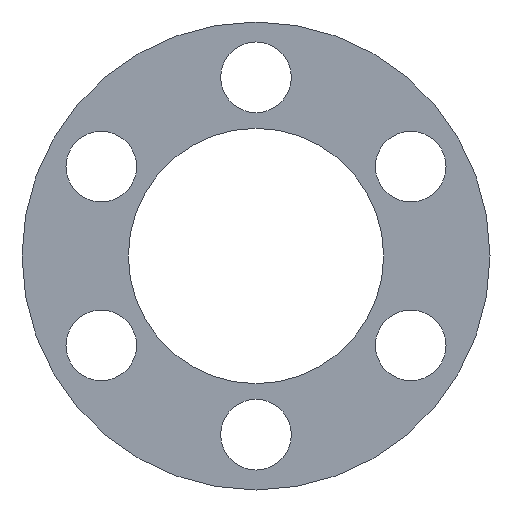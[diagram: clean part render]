
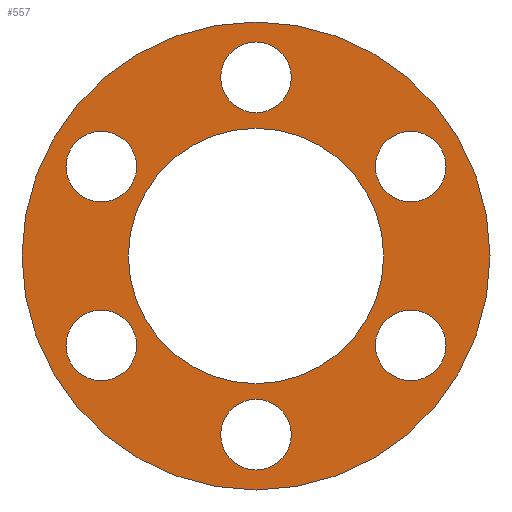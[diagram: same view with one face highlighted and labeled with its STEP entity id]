
A CAD part, front view. The second image highlights one B-rep face of the part: STEP entity #557.
In plain terms, the highlighted planar face has unit normal (0, -1, 0).
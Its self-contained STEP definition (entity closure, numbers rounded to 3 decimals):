
#1 = DIRECTION ( 'NONE',  ( 0., 1., 0. ) ) ;
#5 = CARTESIAN_POINT ( 'NONE',  ( 0., 0., 0. ) ) ;
#6 = DIRECTION ( 'NONE',  ( 0., 0., 1. ) ) ;
#11 = DIRECTION ( 'NONE',  ( 0., 0., 1. ) ) ;
#13 = VERTEX_POINT ( 'NONE', #161 ) ;
#14 = AXIS2_PLACEMENT_3D ( 'NONE', #392, #491, #549 ) ;
#18 = AXIS2_PLACEMENT_3D ( 'NONE', #300, #462, #611 ) ;
#23 = ORIENTED_EDGE ( 'NONE', *, *, #528, .F. ) ;
#28 = AXIS2_PLACEMENT_3D ( 'NONE', #353, #441, #6 ) ;
#31 = VERTEX_POINT ( 'NONE', #98 ) ;
#33 = ORIENTED_EDGE ( 'NONE', *, *, #425, .T. ) ;
#34 = CIRCLE ( 'NONE', #182, 27.5 ) ;
#41 = CARTESIAN_POINT ( 'NONE',  ( 18.187, 0., 10.5 ) ) ;
#55 = FACE_BOUND ( 'NONE', #137, .T. ) ;
#61 = CARTESIAN_POINT ( 'NONE',  ( -18.187, 0., -14.65 ) ) ;
#65 = ORIENTED_EDGE ( 'NONE', *, *, #514, .T. ) ;
#67 = DIRECTION ( 'NONE',  ( 0., 1., 0. ) ) ;
#74 = EDGE_CURVE ( 'NONE', #284, #530, #111, .T. ) ;
#78 = AXIS2_PLACEMENT_3D ( 'NONE', #41, #254, #581 ) ;
#91 = DIRECTION ( 'NONE',  ( 0., 0., 1. ) ) ;
#93 = CARTESIAN_POINT ( 'NONE',  ( 0., 0., -16.85 ) ) ;
#97 = AXIS2_PLACEMENT_3D ( 'NONE', #562, #219, #11 ) ;
#98 = CARTESIAN_POINT ( 'NONE',  ( 0., 0., 25.15 ) ) ;
#102 = FACE_BOUND ( 'NONE', #619, .T. ) ;
#104 = FACE_BOUND ( 'NONE', #579, .T. ) ;
#106 = EDGE_CURVE ( 'NONE', #221, #213, #298, .T. ) ;
#111 = CIRCLE ( 'NONE', #28, 4.15 ) ;
#115 = PLANE ( 'NONE',  #97 ) ;
#132 = CIRCLE ( 'NONE', #393, 4.15 ) ;
#134 = AXIS2_PLACEMENT_3D ( 'NONE', #381, #626, #470 ) ;
#137 = EDGE_LOOP ( 'NONE', ( #494, #235 ) ) ;
#139 = DIRECTION ( 'NONE',  ( 0., 1., 0. ) ) ;
#142 = DIRECTION ( 'NONE',  ( 0., 1., 0. ) ) ;
#146 = CARTESIAN_POINT ( 'NONE',  ( -18.187, 0., 10.5 ) ) ;
#147 = CARTESIAN_POINT ( 'NONE',  ( -18.187, 0., 10.5 ) ) ;
#148 = VERTEX_POINT ( 'NONE', #61 ) ;
#157 = CARTESIAN_POINT ( 'NONE',  ( -18.187, 0., -10.5 ) ) ;
#161 = CARTESIAN_POINT ( 'NONE',  ( 18.187, 0., -6.35 ) ) ;
#163 = AXIS2_PLACEMENT_3D ( 'NONE', #146, #1, #193 ) ;
#177 = CARTESIAN_POINT ( 'NONE',  ( -18.187, 0., 14.65 ) ) ;
#178 = ORIENTED_EDGE ( 'NONE', *, *, #106, .T. ) ;
#180 = VERTEX_POINT ( 'NONE', #274 ) ;
#182 = AXIS2_PLACEMENT_3D ( 'NONE', #5, #345, #404 ) ;
#187 = CARTESIAN_POINT ( 'NONE',  ( 18.187, 0., 14.65 ) ) ;
#192 = ORIENTED_EDGE ( 'NONE', *, *, #286, .T. ) ;
#193 = DIRECTION ( 'NONE',  ( 0., 0., 1. ) ) ;
#197 = CARTESIAN_POINT ( 'NONE',  ( 0., 0., 0. ) ) ;
#200 = CARTESIAN_POINT ( 'NONE',  ( -18.187, 0., -6.35 ) ) ;
#204 = EDGE_CURVE ( 'NONE', #391, #269, #597, .T. ) ;
#205 = CARTESIAN_POINT ( 'NONE',  ( 0., 0., -21. ) ) ;
#209 = VERTEX_POINT ( 'NONE', #553 ) ;
#213 = VERTEX_POINT ( 'NONE', #468 ) ;
#216 = DIRECTION ( 'NONE',  ( 0., 1., 0. ) ) ;
#219 = DIRECTION ( 'NONE',  ( 0., 1., 0. ) ) ;
#221 = VERTEX_POINT ( 'NONE', #177 ) ;
#224 = AXIS2_PLACEMENT_3D ( 'NONE', #197, #396, #299 ) ;
#232 = ORIENTED_EDGE ( 'NONE', *, *, #429, .T. ) ;
#235 = ORIENTED_EDGE ( 'NONE', *, *, #532, .T. ) ;
#243 = EDGE_LOOP ( 'NONE', ( #539, #463 ) ) ;
#249 = DIRECTION ( 'NONE',  ( 0., 1., 0. ) ) ;
#252 = DIRECTION ( 'NONE',  ( 0., 0., 1. ) ) ;
#254 = DIRECTION ( 'NONE',  ( 0., 1., 0. ) ) ;
#255 = DIRECTION ( 'NONE',  ( 0., 0., 1. ) ) ;
#256 = CIRCLE ( 'NONE', #78, 4.15 ) ;
#260 = EDGE_CURVE ( 'NONE', #583, #180, #412, .T. ) ;
#262 = CARTESIAN_POINT ( 'NONE',  ( 18.187, 0., 6.35 ) ) ;
#269 = VERTEX_POINT ( 'NONE', #370 ) ;
#270 = AXIS2_PLACEMENT_3D ( 'NONE', #506, #216, #365 ) ;
#272 = EDGE_CURVE ( 'NONE', #209, #13, #132, .T. ) ;
#274 = CARTESIAN_POINT ( 'NONE',  ( 0., 0., 27.5 ) ) ;
#284 = VERTEX_POINT ( 'NONE', #565 ) ;
#286 = EDGE_CURVE ( 'NONE', #484, #31, #415, .T. ) ;
#289 = VERTEX_POINT ( 'NONE', #187 ) ;
#297 = CIRCLE ( 'NONE', #14, 4.15 ) ;
#298 = CIRCLE ( 'NONE', #515, 4.15 ) ;
#299 = DIRECTION ( 'NONE',  ( 0., 0., 1. ) ) ;
#300 = CARTESIAN_POINT ( 'NONE',  ( 0., 0., 0. ) ) ;
#302 = FACE_BOUND ( 'NONE', #243, .T. ) ;
#304 = FACE_BOUND ( 'NONE', #327, .T. ) ;
#309 = CIRCLE ( 'NONE', #163, 4.15 ) ;
#311 = EDGE_CURVE ( 'NONE', #13, #209, #584, .T. ) ;
#321 = AXIS2_PLACEMENT_3D ( 'NONE', #205, #249, #252 ) ;
#322 = DIRECTION ( 'NONE',  ( 0., 0., 1. ) ) ;
#326 = DIRECTION ( 'NONE',  ( 0., 1., 0. ) ) ;
#327 = EDGE_LOOP ( 'NONE', ( #33, #178 ) ) ;
#345 = DIRECTION ( 'NONE',  ( 0., 1., 0. ) ) ;
#350 = DIRECTION ( 'NONE',  ( 0., 1., 0. ) ) ;
#353 = CARTESIAN_POINT ( 'NONE',  ( 0., 0., -21. ) ) ;
#359 = FACE_BOUND ( 'NONE', #504, .T. ) ;
#365 = DIRECTION ( 'NONE',  ( 0., 0., 1. ) ) ;
#366 = ORIENTED_EDGE ( 'NONE', *, *, #74, .T. ) ;
#370 = CARTESIAN_POINT ( 'NONE',  ( 0., 0., -15. ) ) ;
#374 = ORIENTED_EDGE ( 'NONE', *, *, #436, .T. ) ;
#381 = CARTESIAN_POINT ( 'NONE',  ( 0., 0., 21. ) ) ;
#390 = CIRCLE ( 'NONE', #479, 4.15 ) ;
#391 = VERTEX_POINT ( 'NONE', #426 ) ;
#392 = CARTESIAN_POINT ( 'NONE',  ( 0., 0., 21. ) ) ;
#393 = AXIS2_PLACEMENT_3D ( 'NONE', #558, #326, #322 ) ;
#396 = DIRECTION ( 'NONE',  ( 0., 1., 0. ) ) ;
#402 = CIRCLE ( 'NONE', #512, 4.15 ) ;
#404 = DIRECTION ( 'NONE',  ( 0., 0., 1. ) ) ;
#412 = CIRCLE ( 'NONE', #18, 27.5 ) ;
#415 = CIRCLE ( 'NONE', #134, 4.15 ) ;
#416 = CARTESIAN_POINT ( 'NONE',  ( 0., 0., -27.5 ) ) ;
#424 = ORIENTED_EDGE ( 'NONE', *, *, #204, .T. ) ;
#425 = EDGE_CURVE ( 'NONE', #213, #221, #309, .T. ) ;
#426 = CARTESIAN_POINT ( 'NONE',  ( 0., 0., 15. ) ) ;
#429 = EDGE_CURVE ( 'NONE', #269, #391, #604, .T. ) ;
#436 = EDGE_CURVE ( 'NONE', #580, #289, #560, .T. ) ;
#440 = CARTESIAN_POINT ( 'NONE',  ( 0., 0., 16.85 ) ) ;
#441 = DIRECTION ( 'NONE',  ( 0., 1., 0. ) ) ;
#442 = CIRCLE ( 'NONE', #321, 4.15 ) ;
#448 = FACE_BOUND ( 'NONE', #641, .T. ) ;
#450 = AXIS2_PLACEMENT_3D ( 'NONE', #590, #635, #488 ) ;
#456 = ORIENTED_EDGE ( 'NONE', *, *, #260, .F. ) ;
#462 = DIRECTION ( 'NONE',  ( 0., 1., 0. ) ) ;
#463 = ORIENTED_EDGE ( 'NONE', *, *, #311, .T. ) ;
#468 = CARTESIAN_POINT ( 'NONE',  ( -18.187, 0., 6.35 ) ) ;
#470 = DIRECTION ( 'NONE',  ( 0., 0., 1. ) ) ;
#472 = AXIS2_PLACEMENT_3D ( 'NONE', #622, #139, #483 ) ;
#477 = VERTEX_POINT ( 'NONE', #200 ) ;
#479 = AXIS2_PLACEMENT_3D ( 'NONE', #518, #67, #599 ) ;
#483 = DIRECTION ( 'NONE',  ( 0., 0., 1. ) ) ;
#484 = VERTEX_POINT ( 'NONE', #440 ) ;
#488 = DIRECTION ( 'NONE',  ( 0., 0., 1. ) ) ;
#490 = EDGE_CURVE ( 'NONE', #289, #580, #256, .T. ) ;
#491 = DIRECTION ( 'NONE',  ( 0., 1., 0. ) ) ;
#494 = ORIENTED_EDGE ( 'NONE', *, *, #632, .T. ) ;
#504 = EDGE_LOOP ( 'NONE', ( #232, #424 ) ) ;
#506 = CARTESIAN_POINT ( 'NONE',  ( 0., 0., 0. ) ) ;
#508 = EDGE_CURVE ( 'NONE', #530, #284, #442, .T. ) ;
#512 = AXIS2_PLACEMENT_3D ( 'NONE', #157, #142, #91 ) ;
#514 = EDGE_CURVE ( 'NONE', #31, #484, #297, .T. ) ;
#515 = AXIS2_PLACEMENT_3D ( 'NONE', #147, #350, #255 ) ;
#518 = CARTESIAN_POINT ( 'NONE',  ( -18.187, 0., -10.5 ) ) ;
#524 = ORIENTED_EDGE ( 'NONE', *, *, #490, .T. ) ;
#528 = EDGE_CURVE ( 'NONE', #180, #583, #34, .T. ) ;
#530 = VERTEX_POINT ( 'NONE', #93 ) ;
#532 = EDGE_CURVE ( 'NONE', #477, #148, #402, .T. ) ;
#539 = ORIENTED_EDGE ( 'NONE', *, *, #272, .T. ) ;
#549 = DIRECTION ( 'NONE',  ( 0., 0., 1. ) ) ;
#553 = CARTESIAN_POINT ( 'NONE',  ( 18.187, 0., -14.65 ) ) ;
#557 = ADVANCED_FACE ( 'NONE', ( #639, #359, #102, #302, #448, #104, #304, #55 ), #115, .F. ) ;
#558 = CARTESIAN_POINT ( 'NONE',  ( 18.187, 0., -10.5 ) ) ;
#560 = CIRCLE ( 'NONE', #450, 4.15 ) ;
#562 = CARTESIAN_POINT ( 'NONE',  ( 0., 0., 0. ) ) ;
#565 = CARTESIAN_POINT ( 'NONE',  ( 0., 0., -25.15 ) ) ;
#569 = EDGE_LOOP ( 'NONE', ( #456, #23 ) ) ;
#579 = EDGE_LOOP ( 'NONE', ( #192, #65 ) ) ;
#580 = VERTEX_POINT ( 'NONE', #262 ) ;
#581 = DIRECTION ( 'NONE',  ( 0., 0., 1. ) ) ;
#583 = VERTEX_POINT ( 'NONE', #416 ) ;
#584 = CIRCLE ( 'NONE', #472, 4.15 ) ;
#590 = CARTESIAN_POINT ( 'NONE',  ( 18.187, 0., 10.5 ) ) ;
#597 = CIRCLE ( 'NONE', #270, 15. ) ;
#599 = DIRECTION ( 'NONE',  ( 0., 0., 1. ) ) ;
#604 = CIRCLE ( 'NONE', #224, 15. ) ;
#611 = DIRECTION ( 'NONE',  ( 0., 0., 1. ) ) ;
#612 = ORIENTED_EDGE ( 'NONE', *, *, #508, .T. ) ;
#619 = EDGE_LOOP ( 'NONE', ( #366, #612 ) ) ;
#622 = CARTESIAN_POINT ( 'NONE',  ( 18.187, 0., -10.5 ) ) ;
#626 = DIRECTION ( 'NONE',  ( 0., 1., 0. ) ) ;
#632 = EDGE_CURVE ( 'NONE', #148, #477, #390, .T. ) ;
#635 = DIRECTION ( 'NONE',  ( 0., 1., 0. ) ) ;
#639 = FACE_OUTER_BOUND ( 'NONE', #569, .T. ) ;
#641 = EDGE_LOOP ( 'NONE', ( #374, #524 ) ) ;
